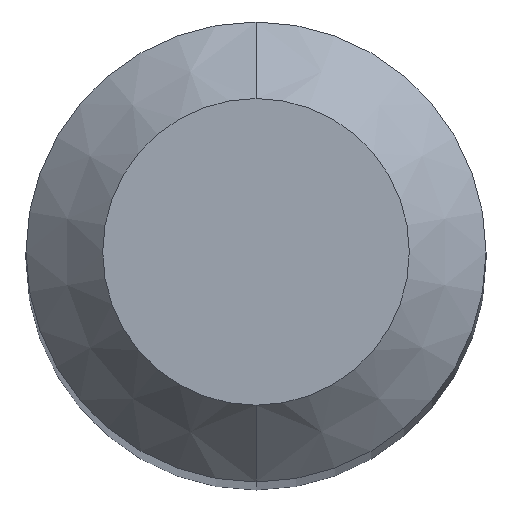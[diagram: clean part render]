
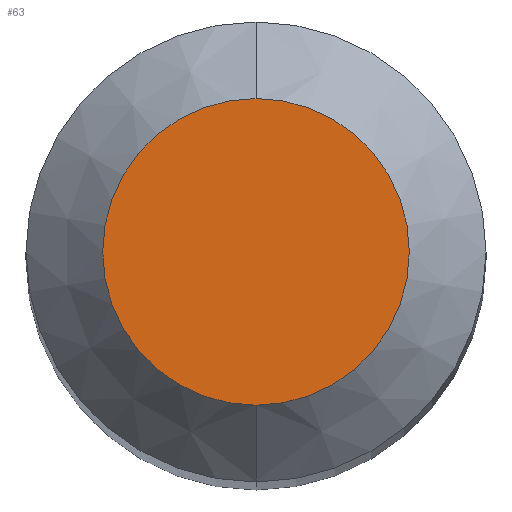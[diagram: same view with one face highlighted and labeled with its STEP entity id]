
A CAD part, top view. The second image highlights one B-rep face of the part: STEP entity #63.
In plain terms, the highlighted planar face has unit normal (0, 0, 1).
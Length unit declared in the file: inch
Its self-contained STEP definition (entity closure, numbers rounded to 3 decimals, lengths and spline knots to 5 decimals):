
#55=PLANE('',#511);
#63=ADVANCED_FACE('',(#82),#55,.F.);
#82=FACE_OUTER_BOUND('',#99,.T.);
#99=EDGE_LOOP('',(#134,#135));
#134=ORIENTED_EDGE('',*,*,#209,.T.);
#135=ORIENTED_EDGE('',*,*,#208,.T.);
#185=VERTEX_POINT('',#742);
#186=VERTEX_POINT('',#744);
#208=EDGE_CURVE('',#185,#186,#235,.T.);
#209=EDGE_CURVE('',#186,#185,#236,.T.);
#235=CIRCLE('',#508,0.07874);
#236=CIRCLE('',#510,0.07874);
#508=AXIS2_PLACEMENT_3D('',#745,#611,#612);
#510=AXIS2_PLACEMENT_3D('',#747,#615,#616);
#511=AXIS2_PLACEMENT_3D('',#748,#617,#618);
#611=DIRECTION('',(0.,0.,1.));
#612=DIRECTION('',(0.,-1.,0.));
#615=DIRECTION('',(0.,0.,1.));
#616=DIRECTION('',(0.,1.,0.));
#617=DIRECTION('',(0.,0.,-1.));
#618=DIRECTION('',(0.,1.,0.));
#742=CARTESIAN_POINT('',(0.,-0.07874,0.));
#744=CARTESIAN_POINT('',(0.,0.07874,0.));
#745=CARTESIAN_POINT('',(0.,0.,0.));
#747=CARTESIAN_POINT('',(0.,0.,0.));
#748=CARTESIAN_POINT('',(0.,0.,0.));
